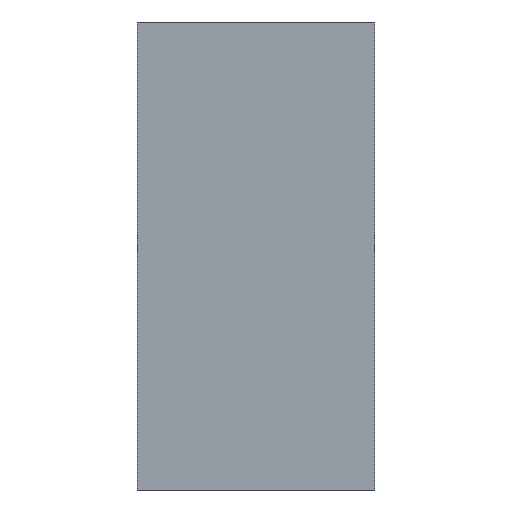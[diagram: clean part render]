
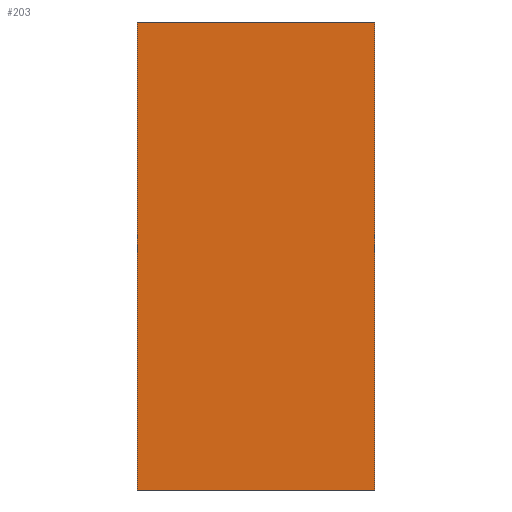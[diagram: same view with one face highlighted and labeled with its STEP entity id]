
A CAD part, front view. The second image highlights one B-rep face of the part: STEP entity #203.
In plain terms, the highlighted free-form (B-spline) face has degree [1, 1] with [2, 2] control points.
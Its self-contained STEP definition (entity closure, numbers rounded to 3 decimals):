
#168=CARTESIAN_POINT('F2',(-2247.445,
   -554.282,-937.5));
#169=CARTESIAN_POINT('F2',(-344.745,-554.282,
   -937.5));
#170=CARTESIAN_POINT('F2',(-2247.445,
   -554.282,2812.5));
#171=CARTESIAN_POINT('F2',(-344.745,-554.282,
   2812.5));
#172=B_SPLINE_SURFACE_WITH_KNOTS('F2',1,1,((#168,#170),(#169,#171))
,.PLANE_SURF.,.F.,.F.,.U.,(2,2),(2,2),(0.0,1.0),(0.0,
   1.971),.UNSPECIFIED.);
#173=CARTESIAN_POINT('V3',(-2247.445,
   -554.282,-937.5));
#174=VERTEX_POINT('V3',#173);
#175=CARTESIAN_POINT('V7',(-344.745,-554.282,
   -937.5));
#176=VERTEX_POINT('V7',#175);
#177=CARTESIAN_POINT('E10',(-2247.445,
   -554.282,-937.5));
#178=CARTESIAN_POINT('E10',(-344.745,
   -554.282,-937.5));
#179=QUASI_UNIFORM_CURVE('E10',1,(#177,#178),.POLYLINE_FORM.,.F.,.U.
   );
#180=EDGE_CURVE('E10',#174,#176,#179,.T.);
#181=ORIENTED_EDGE('E10',*,*,#180,.T.);
#182=CARTESIAN_POINT('V8',(-344.745,-554.282,
   2812.5));
#183=VERTEX_POINT('V8',#182);
#184=CARTESIAN_POINT('E5',(-344.745,-554.282,
   -937.5));
#185=CARTESIAN_POINT('E5',(-344.745,-554.282,
   2812.5));
#186=QUASI_UNIFORM_CURVE('E5',1,(#184,#185),.POLYLINE_FORM.,.F.,.U.
   );
#187=EDGE_CURVE('E5',#176,#183,#186,.T.);
#188=ORIENTED_EDGE('E5',*,*,#187,.T.);
#189=CARTESIAN_POINT('V4',(-2247.445,
   -554.282,2812.5));
#190=VERTEX_POINT('V4',#189);
#191=CARTESIAN_POINT('E12',(-344.745,
   -554.282,2812.5));
#192=CARTESIAN_POINT('E12',(-2247.445,
   -554.282,2812.5));
#193=QUASI_UNIFORM_CURVE('E12',1,(#191,#192),.POLYLINE_FORM.,.F.,.U.
   );
#194=EDGE_CURVE('E12',#183,#190,#193,.T.);
#195=ORIENTED_EDGE('E12',*,*,#194,.T.);
#196=CARTESIAN_POINT('E1',(-2247.445,
   -554.282,2812.5));
#197=CARTESIAN_POINT('E1',(-2247.445,
   -554.282,-937.5));
#198=QUASI_UNIFORM_CURVE('E1',1,(#196,#197),.POLYLINE_FORM.,.F.,.U.
   );
#199=EDGE_CURVE('E1',#190,#174,#198,.T.);
#200=ORIENTED_EDGE('E1',*,*,#199,.T.);
#201=EDGE_LOOP('F2',(#181,#188,#195,#200));
#202=FACE_OUTER_BOUND('F2',#201,.T.);
#203=ADVANCED_FACE('F2',(#202),#172,.T.);
